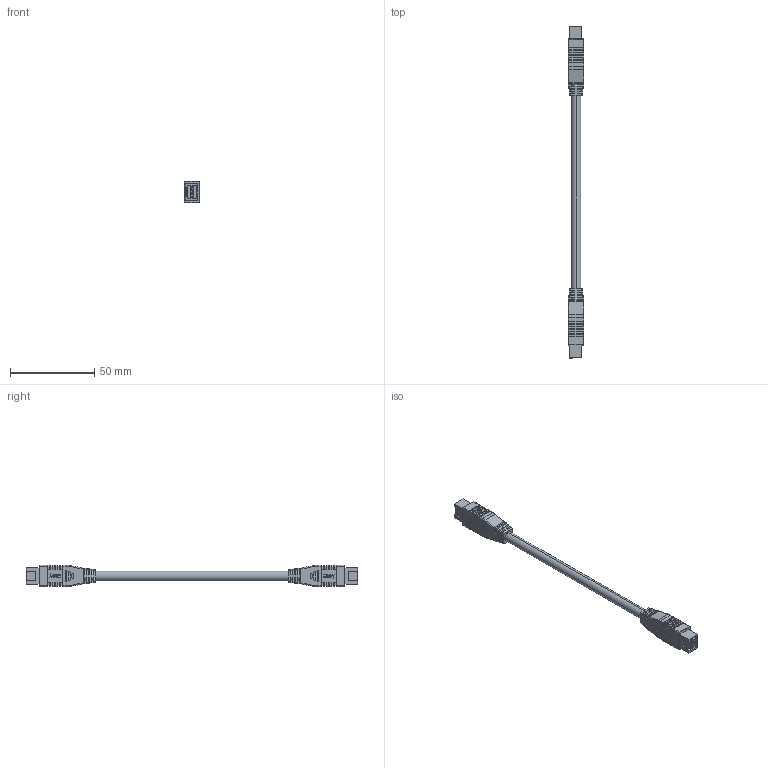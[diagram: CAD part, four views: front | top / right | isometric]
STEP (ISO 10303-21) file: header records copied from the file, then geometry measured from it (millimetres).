
FILE_DESCRIPTION (( 'STEP AP203' ), '1' );
FILE_NAME ('CSM94BB-1M.STEP', '2006-06-23T18:25:59', ( 'lcom' ), ( 'lcom' ), 'SwSTEP 2.0', 'SolidWorks 2006004', '' );
FILE_SCHEMA (( 'CONFIG_CONTROL_DESIGN' ));
Length unit declared in the file: inch
Products named in the file (3): CSM94B-MA1; CSM94BB-1M; 3AB18-005
Assembly tree (3 placements, depth 2):
  CSM94BB-1M
    3AB18-005  x2
    CSM94B-MA1
Bounding box: 9.3 x 196.7 x 12.8 mm (x, y, z)
Volume: 10220.4 mm3; surface area: 7233.6 mm2
Topology: 3 solids, 3 shells, 1054 faces, 2932 edges, 1936 vertices
Faces by surface type: plane 630, bspline 234, cylinder 166, torus 24
Entity records: 27442 total; most frequent: CARTESIAN_POINT 14241, ORIENTED_EDGE 2938, DIRECTION 2215, EDGE_CURVE 1469, LINE 1019, VECTOR 1019, VERTEX_POINT 970, AXIS2_PLACEMENT_3D 598
